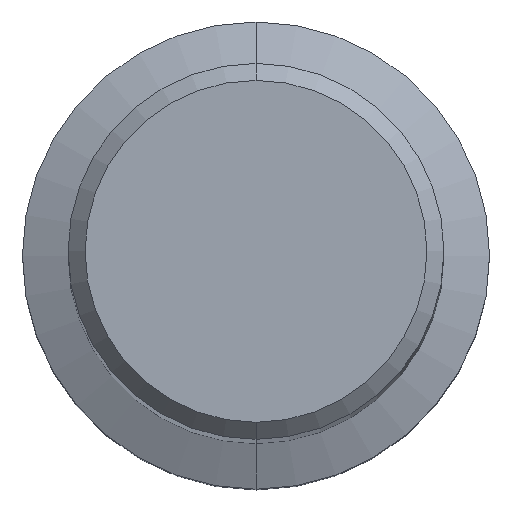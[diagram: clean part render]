
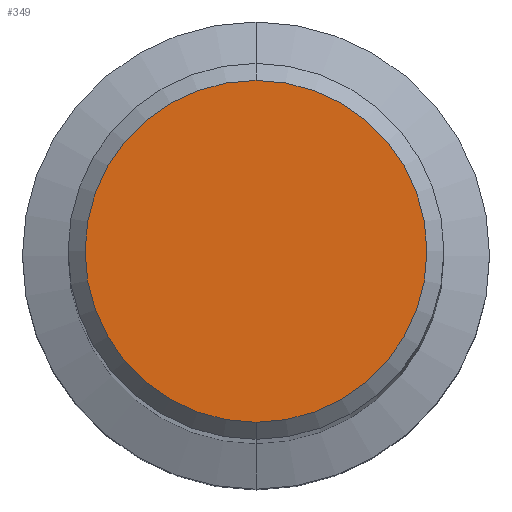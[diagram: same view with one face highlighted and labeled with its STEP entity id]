
A CAD part, top view. The second image highlights one B-rep face of the part: STEP entity #349.
In plain terms, the highlighted planar face has unit normal (0, 0, 1).
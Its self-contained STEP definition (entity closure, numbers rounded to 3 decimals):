
#239=VERTEX_POINT('',#598);
#339=EDGE_CURVE('',#239,#435,#710,.T.);
#349=ADVANCED_FACE('',(#721),#722,.T.);
#435=VERTEX_POINT('',#820);
#451=EDGE_CURVE('',#435,#239,#839,.T.);
#598=CARTESIAN_POINT('',(0.,-8.05,0.0));
#710=CIRCLE('',#1310,8.05);
#721=FACE_OUTER_BOUND('',#1323,.T.);
#722=PLANE('',#1324);
#820=CARTESIAN_POINT('',(0.0,8.05,0.0));
#839=CIRCLE('',#1528,8.05);
#1310=AXIS2_PLACEMENT_3D('',#1876,#1877,#1878);
#1323=EDGE_LOOP('',(#1897,#1898));
#1324=AXIS2_PLACEMENT_3D('',#1899,#1900,#1901);
#1528=AXIS2_PLACEMENT_3D('',#2069,#2070,#2071);
#1876=CARTESIAN_POINT('',(0.0,0.0,0.0));
#1877=DIRECTION('',(0.0,0.0,-1.0));
#1878=DIRECTION('',(0.0,1.0,0.0));
#1897=ORIENTED_EDGE('',*,*,#451,.F.);
#1898=ORIENTED_EDGE('',*,*,#339,.F.);
#1899=CARTESIAN_POINT('',(0.0,4.025,0.0));
#1900=DIRECTION('',(-0.0,0.0,1.0));
#1901=DIRECTION('',(0.0,-1.0,0.0));
#2069=CARTESIAN_POINT('',(0.0,0.0,0.0));
#2070=DIRECTION('',(0.0,0.0,-1.0));
#2071=DIRECTION('',(0.0,1.0,0.0));
